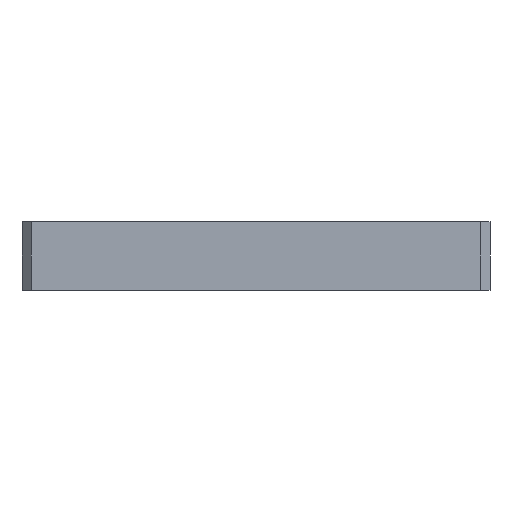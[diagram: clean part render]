
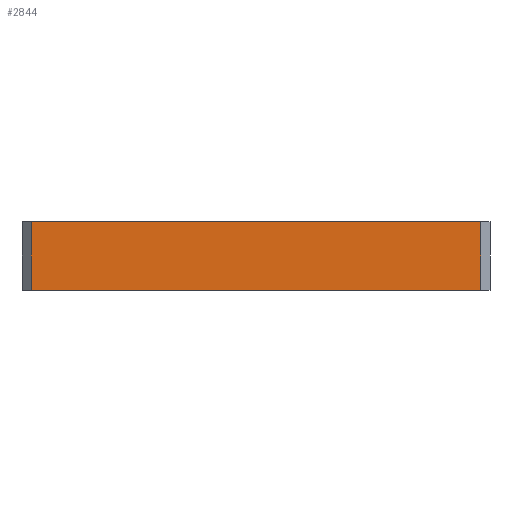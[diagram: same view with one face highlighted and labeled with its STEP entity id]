
A CAD part, left-side view. The second image highlights one B-rep face of the part: STEP entity #2844.
In plain terms, the highlighted planar face has unit normal (-1, 0, 0).
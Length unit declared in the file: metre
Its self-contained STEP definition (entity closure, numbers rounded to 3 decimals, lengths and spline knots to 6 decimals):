
#213=ORIENTED_EDGE('',*,*,#1010,.F.);
#214=ORIENTED_EDGE('',*,*,#1011,.F.);
#215=ORIENTED_EDGE('',*,*,#1008,.T.);
#216=ORIENTED_EDGE('',*,*,#1012,.T.);
#1008=EDGE_CURVE('',#1398,#1397,#1684,.T.);
#1010=EDGE_CURVE('',#1399,#1400,#1686,.T.);
#1011=EDGE_CURVE('',#1398,#1399,#1687,.T.);
#1012=EDGE_CURVE('',#1397,#1400,#1688,.T.);
#1397=VERTEX_POINT('',#4177);
#1398=VERTEX_POINT('',#4179);
#1399=VERTEX_POINT('',#4183);
#1400=VERTEX_POINT('',#4184);
#1684=LINE('',#4178,#2076);
#1686=LINE('',#4182,#2078);
#1687=LINE('',#4185,#2079);
#1688=LINE('',#4186,#2080);
#2076=VECTOR('',#3365,1.);
#2078=VECTOR('',#3369,1.);
#2079=VECTOR('',#3370,1.);
#2080=VECTOR('',#3371,1.);
#2358=EDGE_LOOP('',(#213,#214,#215,#216));
#2534=FACE_BOUND('',#2358,.T.);
#2702=PLANE('',#3011);
#2844=ADVANCED_FACE('',(#2534),#2702,.F.);
#3011=AXIS2_PLACEMENT_3D('',#4181,#3367,#3368);
#3365=DIRECTION('',(0.,0.,-1.));
#3367=DIRECTION('',(1.,0.,0.));
#3368=DIRECTION('',(0.,0.,-1.));
#3369=DIRECTION('',(0.,0.,-1.));
#3370=DIRECTION('',(0.,-1.,0.));
#3371=DIRECTION('',(0.,-1.,0.));
#4177=CARTESIAN_POINT('',(-0.075,0.072,0.));
#4178=CARTESIAN_POINT('',(-0.075,0.072,0.022));
#4179=CARTESIAN_POINT('',(-0.075,0.072,0.022));
#4181=CARTESIAN_POINT('',(-0.075,0.069172,0.022));
#4182=CARTESIAN_POINT('',(-0.075,-0.072,0.022));
#4183=CARTESIAN_POINT('',(-0.075,-0.072,0.022));
#4184=CARTESIAN_POINT('',(-0.075,-0.072,0.));
#4185=CARTESIAN_POINT('',(-0.075,0.069172,0.022));
#4186=CARTESIAN_POINT('',(-0.075,0.069172,0.));
